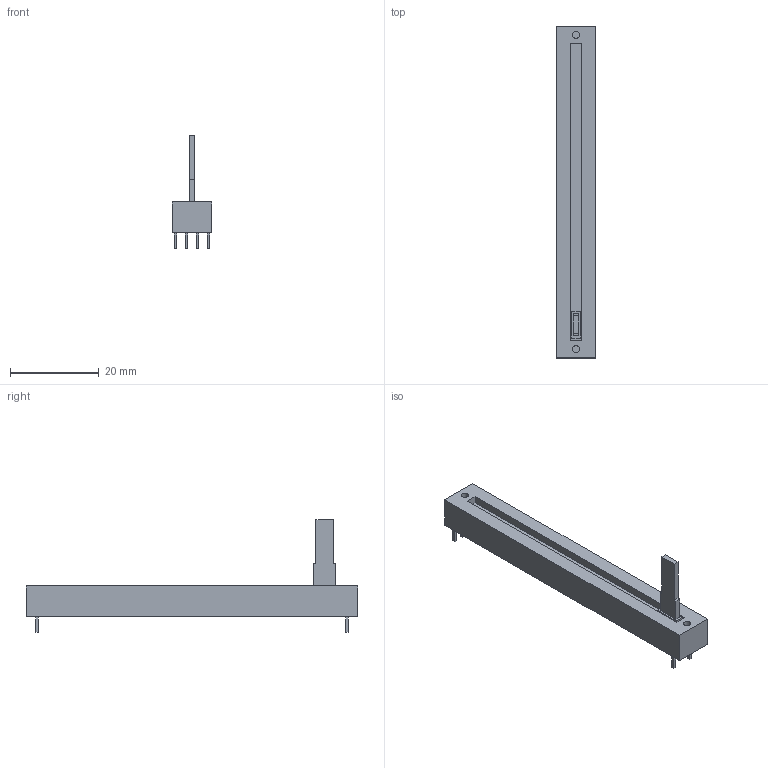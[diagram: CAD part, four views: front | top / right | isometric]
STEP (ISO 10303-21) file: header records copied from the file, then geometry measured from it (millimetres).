
FILE_DESCRIPTION(/* description */ (''),/* implementation_level */ '2;1');
FILE_NAME(/* name */ 'B10K potentiometer.step.step',/* time_stamp */ '2020-09-12T15:06:29-07:00',/* author */ (''),/* organization */ (''),/* preprocessor_version */ 'ST-DEVELOPER v18.1',/* originating_system */ 'Autodesk Translation Framework v9.3.0.1241',/* authorisation */ '');
FILE_SCHEMA (('AUTOMOTIVE_DESIGN { 1 0 10303 214 3 1 1 }'));
Length unit declared in the file: millimetre
Products named in the file (4): B10K B103 sliding potentiometer; slider; base; leads
Assembly tree (3 placements, depth 2):
  B10K B103 sliding potentiometer
    slider
    base
    leads
Bounding box: 9 x 75 x 25.5 mm (x, y, z)
Volume: 4521.9 mm3; surface area: 3082.8 mm2
Topology: 8 solids, 8 shells, 66 faces, 138 edges, 92 vertices
Faces by surface type: plane 64, cylinder 2
Full cylindrical faces by diameter (mm): 1.623 x2
Entity records: 1838 total; most frequent: CARTESIAN_POINT 303, DIRECTION 288, ORIENTED_EDGE 276, EDGE_CURVE 138, LINE 134, VECTOR 134, VERTEX_POINT 92, AXIS2_PLACEMENT_3D 77
